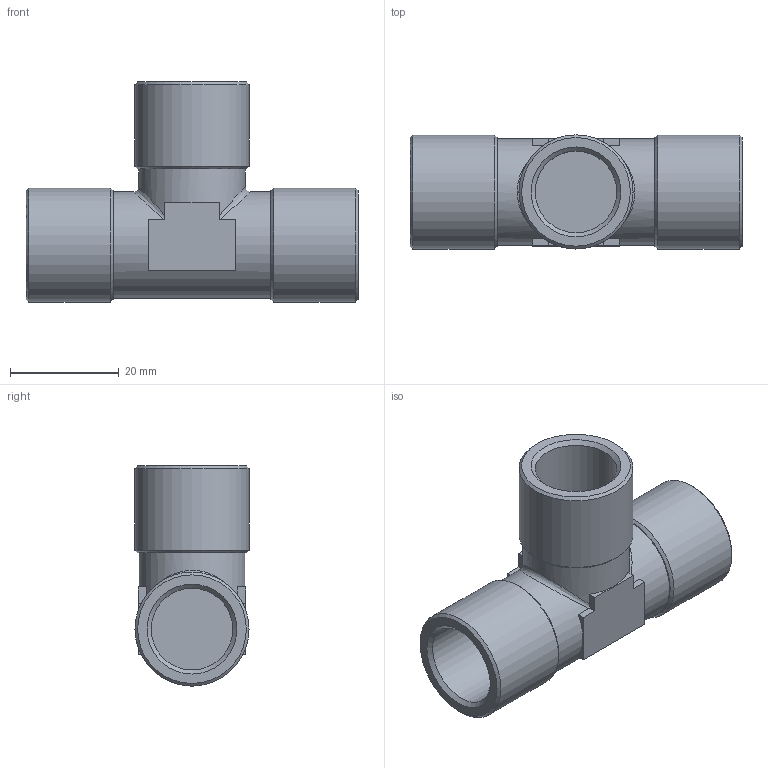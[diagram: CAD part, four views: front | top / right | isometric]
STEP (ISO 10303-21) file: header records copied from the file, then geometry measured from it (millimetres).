
FILE_DESCRIPTION(/* description */ ('Unknown'),/* implementation_level */ '2;1');
FILE_NAME(/* name */ 'A16.1;2',/* time_stamp */ '2018-11-22T13:31:36-05:00',/* author */ ('Unknown'),/* organization */ ('Unknown'),/* preprocessor_version */ 'ST-DEVELOPER v16.7',/* originating_system */ 'DEX',/* authorisation */ $);
FILE_SCHEMA (('AUTOMOTIVE_DESIGN {1 0 10303 214 3 1 1}'));
Length unit declared in the file: millimetre
Products named in the file (1): A16.1;2
Bounding box: 61 x 20.95 x 40.48 mm (x, y, z)
Volume: 16496.7 mm3; surface area: 8935.1 mm2
Topology: 1 solids, 1 shells, 46 faces, 113 edges, 75 vertices
Faces by surface type: plane 27, cone 9, cylinder 8, bspline 2
Full cylindrical faces by diameter (mm): 15 x3, 19.6 x2, 20.955 x3
Entity records: 1584 total; most frequent: CARTESIAN_POINT 283, DIRECTION 200, ORIENTED_EDGE 168, EDGE_CURVE 84, AXIS2_PLACEMENT_3D 79, EDGE_LOOP 70, FACE_BOUND 70, VERTEX_POINT 64
